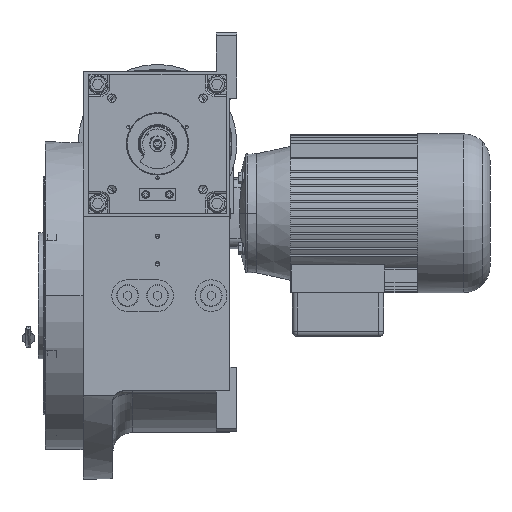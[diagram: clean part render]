
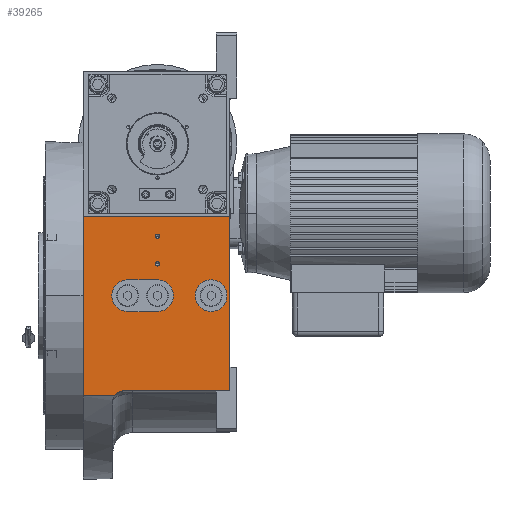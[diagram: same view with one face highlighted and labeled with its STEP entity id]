
A CAD part, left-side view. The second image highlights one B-rep face of the part: STEP entity #39265.
In plain terms, the highlighted planar face has unit normal (-1, 0, 0).
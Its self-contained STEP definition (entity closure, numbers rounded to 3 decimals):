
#1322 = EDGE_LOOP ( 'NONE', ( #32656, #47096 ) ) ;
#1683 = DIRECTION ( 'NONE',  ( 0., 0., -1. ) ) ;
#2627 = CARTESIAN_POINT ( 'NONE',  ( -155., -2.1, 60. ) ) ;
#2738 = DIRECTION ( 'NONE',  ( 1., 0., 0. ) ) ;
#4694 = PLANE ( 'NONE',  #35079 ) ;
#4954 = AXIS2_PLACEMENT_3D ( 'NONE', #127604, #28248, #72460 ) ;
#4988 = LINE ( 'NONE', #60762, #52668 ) ;
#4995 = CARTESIAN_POINT ( 'NONE',  ( -155., 0., 32. ) ) ;
#6131 = CARTESIAN_POINT ( 'NONE',  ( -155., 43.657, -100.995 ) ) ;
#9395 = CARTESIAN_POINT ( 'NONE',  ( -155., 35., -106. ) ) ;
#10143 = CARTESIAN_POINT ( 'NONE',  ( -155., -54., 0. ) ) ;
#10479 = VERTEX_POINT ( 'NONE', #58134 ) ;
#10837 = CARTESIAN_POINT ( 'NONE',  ( -155., 75., 80. ) ) ;
#10920 = CIRCLE ( 'NONE', #66459, 2.1 ) ;
#11480 = CARTESIAN_POINT ( 'NONE',  ( -155., 0., 60. ) ) ;
#11725 = CARTESIAN_POINT ( 'NONE',  ( -155., 30., -16. ) ) ;
#12624 = DIRECTION ( 'NONE',  ( 1., 0., 0. ) ) ;
#15108 = DIRECTION ( 'NONE',  ( 0., 1., 0. ) ) ;
#16701 = CARTESIAN_POINT ( 'NONE',  ( -155., -2.1, 32. ) ) ;
#17337 = CIRCLE ( 'NONE', #116783, 16. ) ;
#17419 = VECTOR ( 'NONE', #55922, 1000. ) ;
#18802 = CIRCLE ( 'NONE', #4954, 16. ) ;
#19243 = ORIENTED_EDGE ( 'NONE', *, *, #36797, .T. ) ;
#19976 = DIRECTION ( 'NONE',  ( 0., 1., 0. ) ) ;
#20347 = EDGE_CURVE ( 'NONE', #109947, #74980, #43163, .T. ) ;
#20968 = CARTESIAN_POINT ( 'NONE',  ( -155., -70., 0. ) ) ;
#23216 = CARTESIAN_POINT ( 'NONE',  ( -155., -73., -96. ) ) ;
#27416 = VECTOR ( 'NONE', #54921, 1000. ) ;
#27827 = ORIENTED_EDGE ( 'NONE', *, *, #46109, .T. ) ;
#28248 = DIRECTION ( 'NONE',  ( -1., 0., 0. ) ) ;
#32420 = CARTESIAN_POINT ( 'NONE',  ( -155., 0., 16. ) ) ;
#32656 = ORIENTED_EDGE ( 'NONE', *, *, #20347, .T. ) ;
#32770 = ORIENTED_EDGE ( 'NONE', *, *, #136385, .F. ) ;
#33171 = EDGE_CURVE ( 'NONE', #51688, #70302, #126845, .T. ) ;
#33294 = VERTEX_POINT ( 'NONE', #120985 ) ;
#35079 = AXIS2_PLACEMENT_3D ( 'NONE', #81505, #60449, #124322 ) ;
#36500 = ORIENTED_EDGE ( 'NONE', *, *, #54699, .F. ) ;
#36777 = VERTEX_POINT ( 'NONE', #20968 ) ;
#36797 = EDGE_CURVE ( 'NONE', #67251, #70302, #74296, .T. ) ;
#37048 = CARTESIAN_POINT ( 'NONE',  ( -155., 0., -16. ) ) ;
#37532 = ORIENTED_EDGE ( 'NONE', *, *, #105315, .F. ) ;
#39206 = CARTESIAN_POINT ( 'NONE',  ( -155., 30., 0. ) ) ;
#39265 = ADVANCED_FACE ( 'NONE', ( #80075, #48180, #71340, #69908, #92369 ), #4694, .T. ) ;
#42095 = VECTOR ( 'NONE', #49273, 1000. ) ;
#43163 = CIRCLE ( 'NONE', #124202, 2.1 ) ;
#43997 = ORIENTED_EDGE ( 'NONE', *, *, #142382, .F. ) ;
#46109 = EDGE_CURVE ( 'NONE', #33294, #96248, #78547, .T. ) ;
#46490 = AXIS2_PLACEMENT_3D ( 'NONE', #9395, #142145, #109411 ) ;
#47096 = ORIENTED_EDGE ( 'NONE', *, *, #117002, .T. ) ;
#47772 = DIRECTION ( 'NONE',  ( 0., 1., 0. ) ) ;
#48173 = AXIS2_PLACEMENT_3D ( 'NONE', #89777, #90489, #15108 ) ;
#48180 = FACE_BOUND ( 'NONE', #94206, .T. ) ;
#48530 = ORIENTED_EDGE ( 'NONE', *, *, #114373, .F. ) ;
#49208 = DIRECTION ( 'NONE',  ( 0., 1., 0. ) ) ;
#49273 = DIRECTION ( 'NONE',  ( 0., 1., 0. ) ) ;
#51688 = VERTEX_POINT ( 'NONE', #23216 ) ;
#52668 = VECTOR ( 'NONE', #47772, 1000. ) ;
#53127 = EDGE_LOOP ( 'NONE', ( #124816, #140786 ) ) ;
#54113 = VERTEX_POINT ( 'NONE', #2627 ) ;
#54699 = EDGE_CURVE ( 'NONE', #97031, #136396, #66796, .T. ) ;
#54921 = DIRECTION ( 'NONE',  ( 0., 0., 1. ) ) ;
#55922 = DIRECTION ( 'NONE',  ( 0., -1., 0. ) ) ;
#56793 = DIRECTION ( 'NONE',  ( 0., 1., 0. ) ) ;
#57429 = DIRECTION ( 'NONE',  ( -1., 0., 0. ) ) ;
#58134 = CARTESIAN_POINT ( 'NONE',  ( -155., 2.1, 60. ) ) ;
#59480 = VERTEX_POINT ( 'NONE', #63764 ) ;
#60449 = DIRECTION ( 'NONE',  ( -1., 0., 0. ) ) ;
#60499 = EDGE_LOOP ( 'NONE', ( #112852, #27827, #78014, #71303, #19243, #89220 ) ) ;
#60762 = CARTESIAN_POINT ( 'NONE',  ( -155., 0., 16. ) ) ;
#61664 = CARTESIAN_POINT ( 'NONE',  ( -155., 35., -96. ) ) ;
#62981 = CARTESIAN_POINT ( 'NONE',  ( -155., -73., -96. ) ) ;
#63764 = CARTESIAN_POINT ( 'NONE',  ( -155., -38., 0. ) ) ;
#65611 = CARTESIAN_POINT ( 'NONE',  ( -155., 43.657, -100.995 ) ) ;
#66459 = AXIS2_PLACEMENT_3D ( 'NONE', #4995, #93410, #49208 ) ;
#66796 = LINE ( 'NONE', #11725, #17419 ) ;
#67251 = VERTEX_POINT ( 'NONE', #6131 ) ;
#67660 = CARTESIAN_POINT ( 'NONE',  ( -155., -73., 80. ) ) ;
#68611 = VERTEX_POINT ( 'NONE', #96409 ) ;
#69012 = CARTESIAN_POINT ( 'NONE',  ( -155., 0., 0. ) ) ;
#69908 = FACE_BOUND ( 'NONE', #53127, .T. ) ;
#70302 = VERTEX_POINT ( 'NONE', #61664 ) ;
#71303 = ORIENTED_EDGE ( 'NONE', *, *, #85176, .F. ) ;
#71340 = FACE_BOUND ( 'NONE', #1322, .T. ) ;
#71499 = EDGE_LOOP ( 'NONE', ( #32770, #43997, #48530, #36500 ) ) ;
#72219 = EDGE_CURVE ( 'NONE', #51688, #33294, #96071, .T. ) ;
#72460 = DIRECTION ( 'NONE',  ( 0., -1., 0. ) ) ;
#74296 = CIRCLE ( 'NONE', #46490, 10. ) ;
#74980 = VERTEX_POINT ( 'NONE', #140351 ) ;
#76360 = VERTEX_POINT ( 'NONE', #32420 ) ;
#78014 = ORIENTED_EDGE ( 'NONE', *, *, #143337, .F. ) ;
#78547 = LINE ( 'NONE', #67660, #97428 ) ;
#78566 = CARTESIAN_POINT ( 'NONE',  ( -155., 0., 32. ) ) ;
#80075 = FACE_BOUND ( 'NONE', #71499, .T. ) ;
#81505 = CARTESIAN_POINT ( 'NONE',  ( -155., -73., -100.995 ) ) ;
#83403 = DIRECTION ( 'NONE',  ( -1., 0., 0. ) ) ;
#85176 = EDGE_CURVE ( 'NONE', #67251, #99407, #120022, .T. ) ;
#86967 = AXIS2_PLACEMENT_3D ( 'NONE', #11480, #2738, #99888 ) ;
#88156 = EDGE_CURVE ( 'NONE', #54113, #10479, #133256, .T. ) ;
#89220 = ORIENTED_EDGE ( 'NONE', *, *, #33171, .F. ) ;
#89777 = CARTESIAN_POINT ( 'NONE',  ( -155., 0., 60. ) ) ;
#90489 = DIRECTION ( 'NONE',  ( 1., 0., 0. ) ) ;
#92139 = DIRECTION ( 'NONE',  ( 0., 0., 1. ) ) ;
#92369 = FACE_OUTER_BOUND ( 'NONE', #60499, .T. ) ;
#93410 = DIRECTION ( 'NONE',  ( 1., 0., 0. ) ) ;
#94206 = EDGE_LOOP ( 'NONE', ( #37532, #116862 ) ) ;
#96071 = LINE ( 'NONE', #140389, #139721 ) ;
#96248 = VERTEX_POINT ( 'NONE', #10837 ) ;
#96409 = CARTESIAN_POINT ( 'NONE',  ( -155., 30., 16. ) ) ;
#97031 = VERTEX_POINT ( 'NONE', #107433 ) ;
#97428 = VECTOR ( 'NONE', #56793, 1000. ) ;
#98429 = LINE ( 'NONE', #118048, #27416 ) ;
#99407 = VERTEX_POINT ( 'NONE', #125693 ) ;
#99888 = DIRECTION ( 'NONE',  ( 0., 1., 0. ) ) ;
#99979 = DIRECTION ( 'NONE',  ( -1., 0., 0. ) ) ;
#105315 = EDGE_CURVE ( 'NONE', #59480, #36777, #114667, .T. ) ;
#107433 = CARTESIAN_POINT ( 'NONE',  ( -155., 30., -16. ) ) ;
#107443 = AXIS2_PLACEMENT_3D ( 'NONE', #39206, #83403, #92139 ) ;
#107725 = AXIS2_PLACEMENT_3D ( 'NONE', #10143, #99979, #111580 ) ;
#108307 = CIRCLE ( 'NONE', #48173, 2.1 ) ;
#108917 = EDGE_CURVE ( 'NONE', #36777, #59480, #18802, .T. ) ;
#109411 = DIRECTION ( 'NONE',  ( 0., 0.866, 0.5 ) ) ;
#109947 = VERTEX_POINT ( 'NONE', #16701 ) ;
#111580 = DIRECTION ( 'NONE',  ( 0., -1., 0. ) ) ;
#112115 = CIRCLE ( 'NONE', #107443, 16. ) ;
#112852 = ORIENTED_EDGE ( 'NONE', *, *, #72219, .T. ) ;
#114373 = EDGE_CURVE ( 'NONE', #136396, #76360, #17337, .T. ) ;
#114667 = CIRCLE ( 'NONE', #107725, 16. ) ;
#116783 = AXIS2_PLACEMENT_3D ( 'NONE', #69012, #57429, #1683 ) ;
#116862 = ORIENTED_EDGE ( 'NONE', *, *, #108917, .F. ) ;
#117002 = EDGE_CURVE ( 'NONE', #74980, #109947, #10920, .T. ) ;
#118048 = CARTESIAN_POINT ( 'NONE',  ( -155., 75., -100.995 ) ) ;
#120022 = LINE ( 'NONE', #65611, #139603 ) ;
#120985 = CARTESIAN_POINT ( 'NONE',  ( -155., -73., 80. ) ) ;
#124202 = AXIS2_PLACEMENT_3D ( 'NONE', #78566, #12624, #124934 ) ;
#124322 = DIRECTION ( 'NONE',  ( 0., 0., 1. ) ) ;
#124816 = ORIENTED_EDGE ( 'NONE', *, *, #88156, .T. ) ;
#124934 = DIRECTION ( 'NONE',  ( 0., 1., 0. ) ) ;
#125693 = CARTESIAN_POINT ( 'NONE',  ( -155., 75., -100.995 ) ) ;
#126624 = EDGE_CURVE ( 'NONE', #10479, #54113, #108307, .T. ) ;
#126845 = LINE ( 'NONE', #62981, #42095 ) ;
#127604 = CARTESIAN_POINT ( 'NONE',  ( -155., -54., 0. ) ) ;
#129461 = DIRECTION ( 'NONE',  ( 0., 0., 1. ) ) ;
#133256 = CIRCLE ( 'NONE', #86967, 2.1 ) ;
#136385 = EDGE_CURVE ( 'NONE', #68611, #97031, #112115, .T. ) ;
#136396 = VERTEX_POINT ( 'NONE', #37048 ) ;
#139603 = VECTOR ( 'NONE', #19976, 1000. ) ;
#139721 = VECTOR ( 'NONE', #129461, 1000. ) ;
#140351 = CARTESIAN_POINT ( 'NONE',  ( -155., 2.1, 32. ) ) ;
#140389 = CARTESIAN_POINT ( 'NONE',  ( -155., -73., -96. ) ) ;
#140786 = ORIENTED_EDGE ( 'NONE', *, *, #126624, .T. ) ;
#142145 = DIRECTION ( 'NONE',  ( 1., 0., 0. ) ) ;
#142382 = EDGE_CURVE ( 'NONE', #76360, #68611, #4988, .T. ) ;
#143337 = EDGE_CURVE ( 'NONE', #99407, #96248, #98429, .T. ) ;
